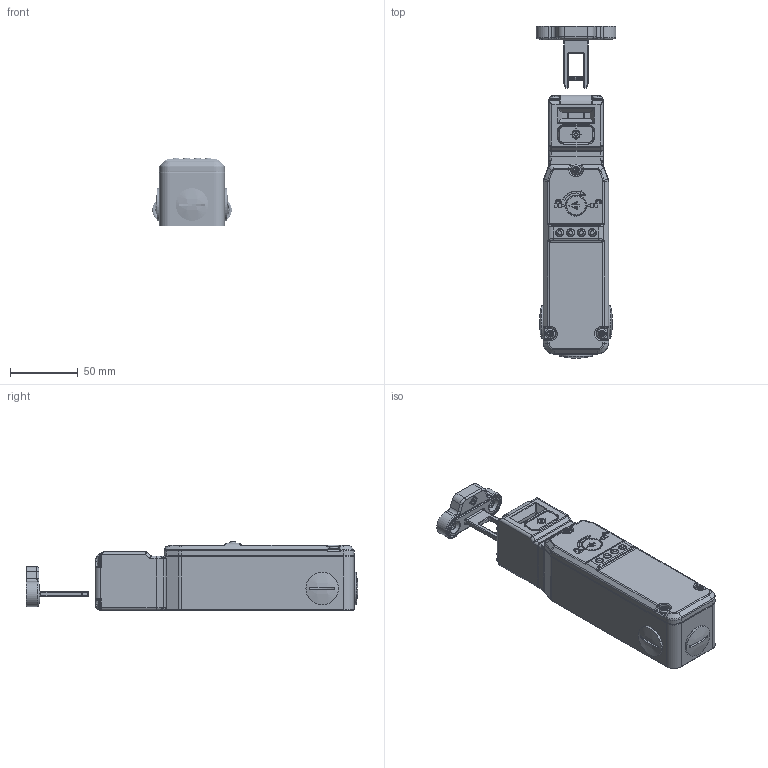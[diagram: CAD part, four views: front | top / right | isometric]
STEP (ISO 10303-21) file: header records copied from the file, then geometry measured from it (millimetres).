
FILE_DESCRIPTION (( 'STEP AP214' ), '1' );
FILE_NAME ('456-KL3-SS-Z-AZ.STEP', '2020-04-21T16:21:03', ( '' ), ( '' ), 'SwSTEP 2.0', 'SolidWorks 2019', '' );
FILE_SCHEMA (( 'AUTOMOTIVE_DESIGN' ));
Length unit declared in the file: inch
Products named in the file (1): 456-KL3-SS-Z-AZ
Bounding box: 58.6 x 244.89 x 50.5 mm (x, y, z)
Volume: 160376.2 mm3; surface area: 110035.6 mm2
Topology: 25 solids, 25 shells, 3871 faces, 9244 edges, 5330 vertices
Faces by surface type: cylinder 1630, plane 997, bspline 863, torus 192, cone 151, sphere 38
Full cylindrical faces by diameter (mm): 1.3 x7, 2 x2, 2.1 x1, 2.5 x11, 2.8 x2, 2.9 x1, 3.3 x5, 3.5 x12, 4 x11, 4.4 x4, 4.5 x7, 4.8 x10, 5 x8, 5.5 x4, 5.6 x2, 6 x7, 7 x7, 7.6 x1, 7.8 x3, 8 x4, 8.2 x2, 9.3 x4, 10 x2, 14 x3, 14.5 x2, 15 x2, 17.6 x1, 18 x3, 19.8 x2, 20 x4
Entity records: 141166 total; most frequent: CARTESIAN_POINT 59723, ORIENTED_EDGE 17126, DIRECTION 16365, EDGE_CURVE 8563, AXIS2_PLACEMENT_3D 6412, VERTEX_POINT 5186, EDGE_LOOP 4393, FACE_OUTER_BOUND 4091
